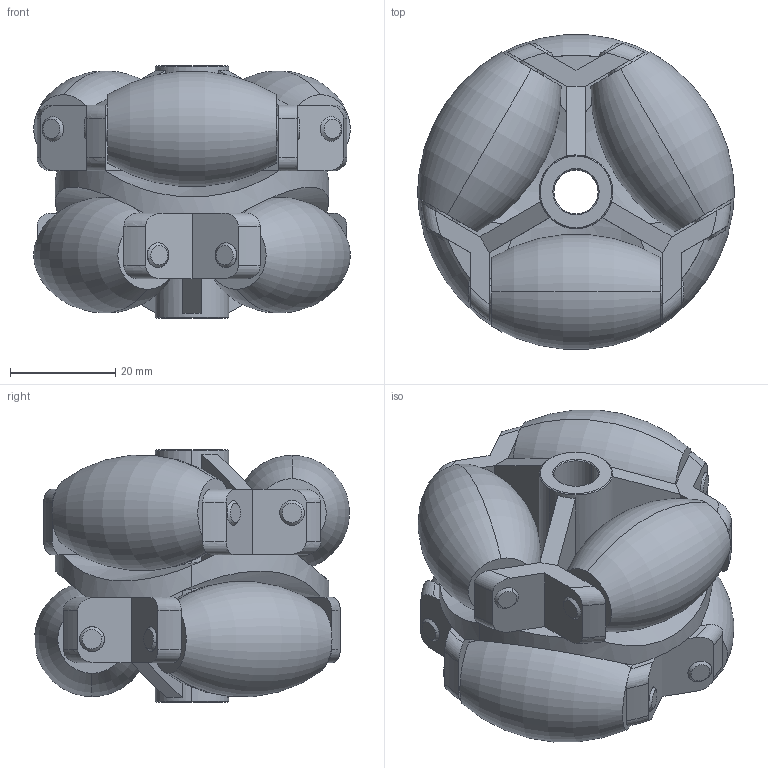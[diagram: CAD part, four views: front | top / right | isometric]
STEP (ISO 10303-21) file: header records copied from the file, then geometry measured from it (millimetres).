
FILE_DESCRIPTION (( 'STEP AP214' ), '1' );
FILE_NAME ('0015032_AWR60-PUR.step', '2017-09-20T08:42:01', ( '' ), ( '' ), 'SwSTEP 2.0', 'SolidWorks 2016', '' );
FILE_SCHEMA (( 'AUTOMOTIVE_DESIGN' ));
Length unit declared in the file: millimetre
Products named in the file (4): AWR60_Halter; 0015032_AWR60-PUR; AWR60_Stift; AWR60_Röllchen-PUR
Assembly tree (13 placements, depth 2):
  0015032_AWR60-PUR
    AWR60_Halter
    AWR60_Röllchen-PUR  x6
    AWR60_Stift  x6
Bounding box: 60.17 x 59.75 x 48 mm (x, y, z)
Volume: 79639.4 mm3; surface area: 35250.1 mm2
Topology: 13 solids, 13 shells, 282 faces, 652 edges, 408 vertices
Faces by surface type: plane 116, cylinder 92, cone 38, torus 36
Entity records: 6568 total; most frequent: CARTESIAN_POINT 1998, ORIENTED_EDGE 924, DIRECTION 916, EDGE_CURVE 462, AXIS2_PLACEMENT_3D 354, VERTEX_POINT 288, EDGE_LOOP 212, LINE 208
